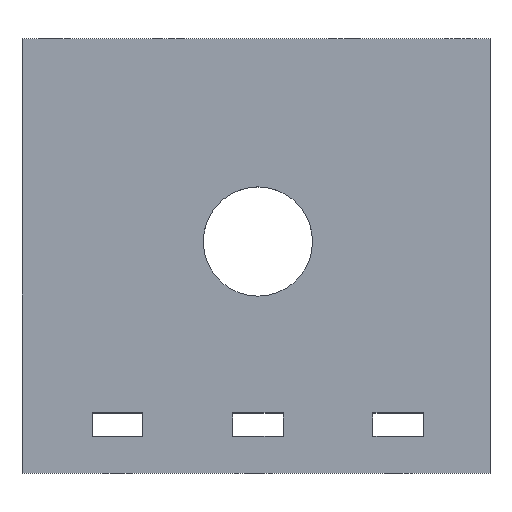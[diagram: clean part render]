
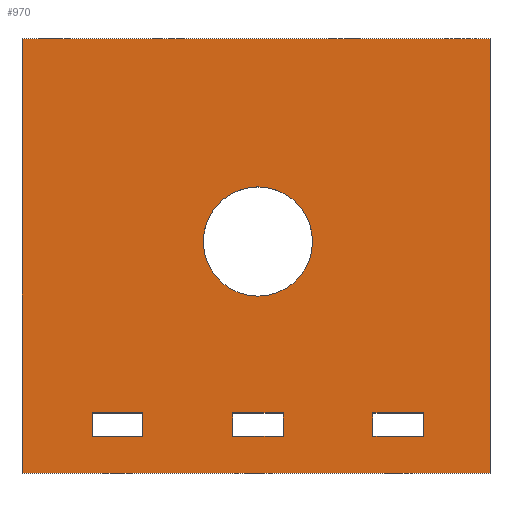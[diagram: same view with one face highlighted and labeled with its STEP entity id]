
A CAD part, top view. The second image highlights one B-rep face of the part: STEP entity #970.
In plain terms, the highlighted planar face has unit normal (0, 0, 1).
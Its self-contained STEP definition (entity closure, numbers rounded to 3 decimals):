
#48=FACE_BOUND('',#208,.T.);
#49=FACE_BOUND('',#209,.T.);
#50=FACE_BOUND('',#210,.T.);
#51=FACE_BOUND('',#211,.T.);
#90=PLANE('',#1061);
#138=FACE_OUTER_BOUND('',#207,.T.);
#207=EDGE_LOOP('',(#883,#884,#885,#886));
#208=EDGE_LOOP('',(#887,#888,#889,#890));
#209=EDGE_LOOP('',(#891,#892,#893,#894));
#210=EDGE_LOOP('',(#895,#896,#897,#898));
#211=EDGE_LOOP('',(#899));
#229=LINE('',#1345,#326);
#233=LINE('',#1352,#330);
#236=LINE('',#1358,#333);
#238=LINE('',#1361,#335);
#241=LINE('',#1369,#338);
#245=LINE('',#1376,#342);
#248=LINE('',#1382,#345);
#250=LINE('',#1385,#347);
#253=LINE('',#1393,#350);
#257=LINE('',#1400,#354);
#260=LINE('',#1406,#357);
#262=LINE('',#1409,#359);
#300=LINE('',#1792,#397);
#310=LINE('',#2169,#407);
#315=LINE('',#2179,#412);
#317=LINE('',#2182,#414);
#326=VECTOR('',#1117,10.);
#330=VECTOR('',#1123,10.);
#333=VECTOR('',#1128,10.);
#335=VECTOR('',#1132,10.);
#338=VECTOR('',#1137,10.);
#342=VECTOR('',#1143,10.);
#345=VECTOR('',#1148,10.);
#347=VECTOR('',#1152,10.);
#350=VECTOR('',#1157,10.);
#354=VECTOR('',#1163,10.);
#357=VECTOR('',#1168,10.);
#359=VECTOR('',#1172,10.);
#397=VECTOR('',#1244,10.);
#407=VECTOR('',#1282,10.);
#412=VECTOR('',#1291,10.);
#414=VECTOR('',#1295,10.);
#430=CIRCLE('',#1043,7.);
#453=VERTEX_POINT('',#1342);
#454=VERTEX_POINT('',#1344);
#456=VERTEX_POINT('',#1350);
#458=VERTEX_POINT('',#1356);
#461=VERTEX_POINT('',#1366);
#462=VERTEX_POINT('',#1368);
#464=VERTEX_POINT('',#1374);
#466=VERTEX_POINT('',#1380);
#469=VERTEX_POINT('',#1390);
#470=VERTEX_POINT('',#1392);
#472=VERTEX_POINT('',#1398);
#474=VERTEX_POINT('',#1404);
#504=VERTEX_POINT('',#1784);
#505=VERTEX_POINT('',#1788);
#506=VERTEX_POINT('',#1790);
#521=VERTEX_POINT('',#2168);
#524=VERTEX_POINT('',#2178);
#545=EDGE_CURVE('',#453,#454,#229,.T.);
#549=EDGE_CURVE('',#456,#453,#233,.T.);
#552=EDGE_CURVE('',#458,#456,#236,.T.);
#554=EDGE_CURVE('',#454,#458,#238,.T.);
#557=EDGE_CURVE('',#461,#462,#241,.T.);
#561=EDGE_CURVE('',#464,#461,#245,.T.);
#564=EDGE_CURVE('',#466,#464,#248,.T.);
#566=EDGE_CURVE('',#462,#466,#250,.T.);
#569=EDGE_CURVE('',#469,#470,#253,.T.);
#573=EDGE_CURVE('',#472,#469,#257,.T.);
#576=EDGE_CURVE('',#474,#472,#260,.T.);
#578=EDGE_CURVE('',#470,#474,#262,.T.);
#620=EDGE_CURVE('',#504,#504,#430,.T.);
#624=EDGE_CURVE('',#506,#505,#300,.T.);
#646=EDGE_CURVE('',#521,#505,#310,.T.);
#651=EDGE_CURVE('',#524,#506,#315,.T.);
#653=EDGE_CURVE('',#521,#524,#317,.T.);
#883=ORIENTED_EDGE('',*,*,#646,.T.);
#884=ORIENTED_EDGE('',*,*,#624,.F.);
#885=ORIENTED_EDGE('',*,*,#651,.F.);
#886=ORIENTED_EDGE('',*,*,#653,.F.);
#887=ORIENTED_EDGE('',*,*,#552,.F.);
#888=ORIENTED_EDGE('',*,*,#554,.F.);
#889=ORIENTED_EDGE('',*,*,#545,.F.);
#890=ORIENTED_EDGE('',*,*,#549,.F.);
#891=ORIENTED_EDGE('',*,*,#564,.F.);
#892=ORIENTED_EDGE('',*,*,#566,.F.);
#893=ORIENTED_EDGE('',*,*,#557,.F.);
#894=ORIENTED_EDGE('',*,*,#561,.F.);
#895=ORIENTED_EDGE('',*,*,#576,.F.);
#896=ORIENTED_EDGE('',*,*,#578,.F.);
#897=ORIENTED_EDGE('',*,*,#569,.F.);
#898=ORIENTED_EDGE('',*,*,#573,.F.);
#899=ORIENTED_EDGE('',*,*,#620,.T.);
#970=ADVANCED_FACE('',(#138,#48,#49,#50,#51),#90,.F.);
#1043=AXIS2_PLACEMENT_3D('',#1785,#1237,#1238);
#1061=AXIS2_PLACEMENT_3D('',#2181,#1293,#1294);
#1117=DIRECTION('',(0.,1.,0.));
#1123=DIRECTION('',(1.,0.,0.));
#1128=DIRECTION('',(0.,-1.,0.));
#1132=DIRECTION('',(-1.,0.,0.));
#1137=DIRECTION('',(0.,1.,0.));
#1143=DIRECTION('',(1.,0.,0.));
#1148=DIRECTION('',(0.,-1.,0.));
#1152=DIRECTION('',(-1.,0.,0.));
#1157=DIRECTION('',(0.,1.,0.));
#1163=DIRECTION('',(1.,0.,0.));
#1168=DIRECTION('',(0.,-1.,0.));
#1172=DIRECTION('',(-1.,0.,0.));
#1237=DIRECTION('center_axis',(0.,0.,
-1.));
#1238=DIRECTION('ref_axis',(-1.,0.,0.));
#1244=DIRECTION('',(-1.,0.,0.));
#1282=DIRECTION('',(0.,-1.,0.));
#1291=DIRECTION('',(0.,-1.,0.));
#1293=DIRECTION('center_axis',(0.,0.,
-1.));
#1294=DIRECTION('ref_axis',(1.,0.,0.));
#1295=DIRECTION('',(1.,0.,0.));
#1342=CARTESIAN_POINT('',(-122.276,-236.141,246.559));
#1344=CARTESIAN_POINT('',(-122.276,-233.141,246.559));
#1345=CARTESIAN_POINT('',(-122.276,-210.653,246.559));
#1350=CARTESIAN_POINT('',(-128.776,-236.141,246.559));
#1352=CARTESIAN_POINT('',(-151.274,-236.141,246.559));
#1356=CARTESIAN_POINT('',(-128.776,-233.141,246.559));
#1358=CARTESIAN_POINT('',(-128.776,-209.153,246.559));
#1361=CARTESIAN_POINT('',(-148.024,-233.141,246.559));
#1366=CARTESIAN_POINT('',(-140.276,-236.141,246.559));
#1368=CARTESIAN_POINT('',(-140.276,-233.141,246.559));
#1369=CARTESIAN_POINT('',(-140.276,-210.653,246.559));
#1374=CARTESIAN_POINT('',(-146.776,-236.141,246.559));
#1376=CARTESIAN_POINT('',(-160.274,-236.141,246.559));
#1380=CARTESIAN_POINT('',(-146.776,-233.141,246.559));
#1382=CARTESIAN_POINT('',(-146.776,-209.153,246.559));
#1385=CARTESIAN_POINT('',(-157.024,-233.141,246.559));
#1390=CARTESIAN_POINT('',(-158.276,-236.141,246.559));
#1392=CARTESIAN_POINT('',(-158.276,-233.141,246.559));
#1393=CARTESIAN_POINT('',(-158.276,-210.653,246.559));
#1398=CARTESIAN_POINT('',(-164.776,-236.141,246.559));
#1400=CARTESIAN_POINT('',(-169.274,-236.141,246.559));
#1404=CARTESIAN_POINT('',(-164.776,-233.141,246.559));
#1406=CARTESIAN_POINT('',(-164.776,-209.153,246.559));
#1409=CARTESIAN_POINT('',(-166.024,-233.141,246.559));
#1784=CARTESIAN_POINT('',(-136.526,-211.164,246.559));
#1785=CARTESIAN_POINT('Origin',(-143.526,-211.164,246.559));
#1788=CARTESIAN_POINT('',(-173.771,-240.869,246.559));
#1790=CARTESIAN_POINT('',(-113.771,-240.869,246.559));
#1792=CARTESIAN_POINT('',(-158.771,-240.869,246.559));
#2168=CARTESIAN_POINT('',(-173.771,-185.164,246.559));
#2169=CARTESIAN_POINT('',(-173.771,-185.164,246.559));
#2178=CARTESIAN_POINT('',(-113.771,-185.164,246.559));
#2179=CARTESIAN_POINT('',(-113.771,-185.164,246.559));
#2181=CARTESIAN_POINT('Origin',(-173.771,-185.164,246.559));
#2182=CARTESIAN_POINT('',(-173.771,-185.164,246.559));
